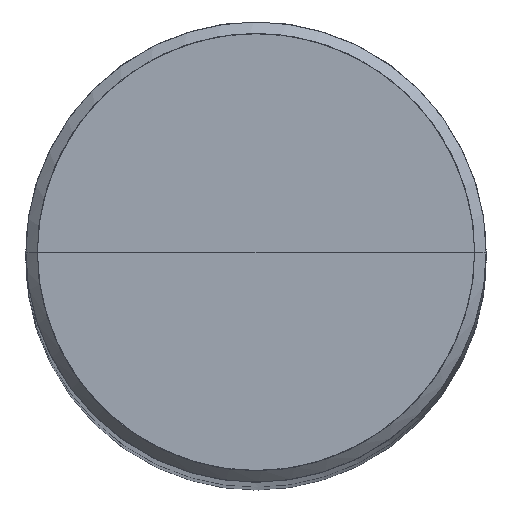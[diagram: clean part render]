
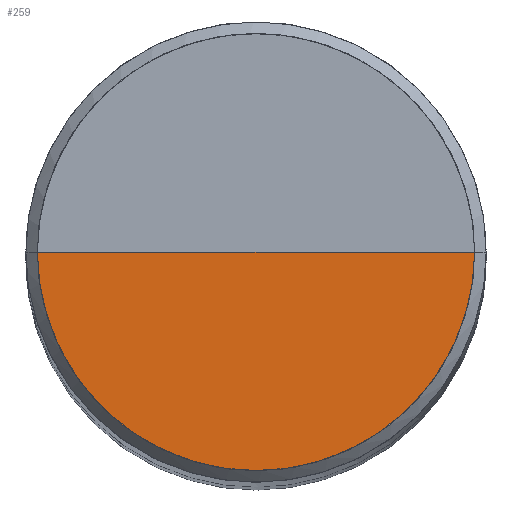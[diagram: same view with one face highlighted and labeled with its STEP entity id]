
A CAD part, top view. The second image highlights one B-rep face of the part: STEP entity #259.
In plain terms, the highlighted free-form (B-spline) face has degree [1, 2] with [2, 5] control points.
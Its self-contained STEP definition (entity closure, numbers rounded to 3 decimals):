
#68=CARTESIAN_POINT('',(-3.8,0.,48.));
#69=CARTESIAN_POINT('',(-3.8,-3.8,48.));
#70=CARTESIAN_POINT('',(0.,-3.8,48.));
#71=CARTESIAN_POINT('',(3.8,-3.8,48.));
#72=CARTESIAN_POINT('',(3.8,0.,48.));
#73=CARTESIAN_POINT('',(0.,0.,48.));
#244=(
BOUNDED_SURFACE()
B_SPLINE_SURFACE(1,2,(
(#68,#69,#70,#71,#72),
(#73,#73,#73,#73,#73)
), .UNSPECIFIED.,.F.,.F.,.F.)
B_SPLINE_SURFACE_WITH_KNOTS((2,2),(3,2,3),(
0.,1.),(
0.,0.5,1.), .UNSPECIFIED.)
GEOMETRIC_REPRESENTATION_ITEM()
RATIONAL_B_SPLINE_SURFACE(((1.,0.707,1.,0.707,1.),
(1.,0.707,1.,0.707,1.)
))
REPRESENTATION_ITEM('')
SURFACE()
);
#245=(
BOUNDED_CURVE()
B_SPLINE_CURVE(2,(#72,#71,#70,#69,#68),.UNSPECIFIED.,.F.,.F.)
B_SPLINE_CURVE_WITH_KNOTS((3,2,3),
(0.,0.5,1.),.UNSPECIFIED.)
CURVE()
GEOMETRIC_REPRESENTATION_ITEM()
RATIONAL_B_SPLINE_CURVE((1.,0.707,1.,0.707,1.))
REPRESENTATION_ITEM('')
);
#246=(
BOUNDED_CURVE()
B_SPLINE_CURVE(1,(#68,#73),.UNSPECIFIED.,.F.,.F.)
B_SPLINE_CURVE_WITH_KNOTS((2,2),
(0.,1.),.UNSPECIFIED.)
CURVE()
GEOMETRIC_REPRESENTATION_ITEM()
RATIONAL_B_SPLINE_CURVE((1.,1.))
REPRESENTATION_ITEM('')
);
#247=(
BOUNDED_CURVE()
B_SPLINE_CURVE(1,(#73,#72),.UNSPECIFIED.,.F.,.F.)
B_SPLINE_CURVE_WITH_KNOTS((2,2),
(0.,1.),.UNSPECIFIED.)
CURVE()
GEOMETRIC_REPRESENTATION_ITEM()
RATIONAL_B_SPLINE_CURVE((1.,1.))
REPRESENTATION_ITEM('')
);
#248=VERTEX_POINT('',#68);
#249=VERTEX_POINT('',#72);
#250=VERTEX_POINT('',#73);
#251=EDGE_CURVE('',#249,#248,#245,.T.);
#252=EDGE_CURVE('',#248,#250,#246,.T.);
#253=EDGE_CURVE('',#250,#249,#247,.T.);
#254=ORIENTED_EDGE('',*,*,#251,.T.);
#255=ORIENTED_EDGE('',*,*,#252,.T.);
#256=ORIENTED_EDGE('',*,*,#253,.T.);
#257=EDGE_LOOP('',(#254,#255,#256));
#258=FACE_OUTER_BOUND('',#257,.T.);
#259=ADVANCED_FACE('',(#258),#244,.T.);
